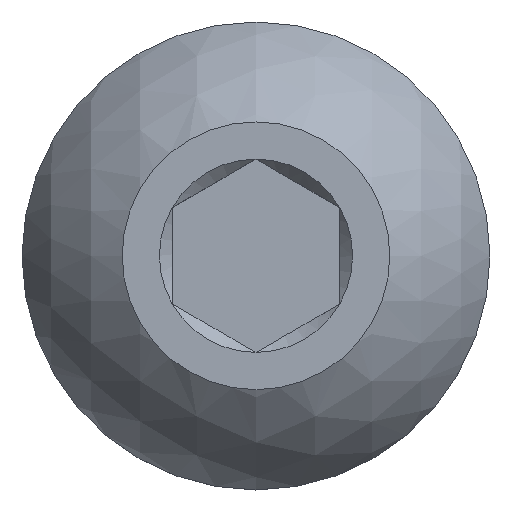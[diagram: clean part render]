
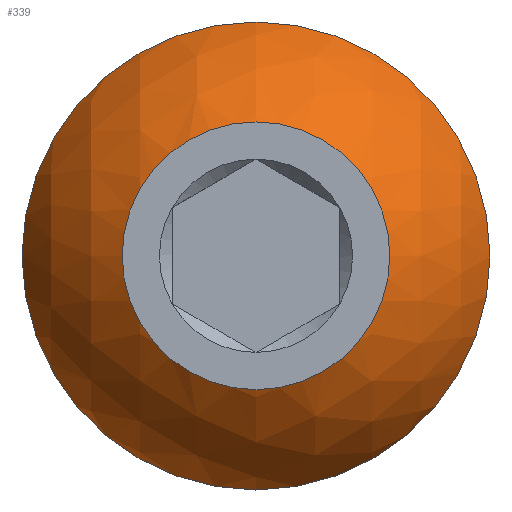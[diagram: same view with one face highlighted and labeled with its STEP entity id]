
A CAD part, top view. The second image highlights one B-rep face of the part: STEP entity #339.
In plain terms, the highlighted spherical face has radius 5.974 mm.
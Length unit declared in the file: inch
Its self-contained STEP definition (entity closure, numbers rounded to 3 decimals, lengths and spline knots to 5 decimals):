
#38=SPHERICAL_SURFACE('',#377,0.23519);
#40=FACE_BOUND('',#97,.T.);
#45=CIRCLE('',#371,0.125);
#51=CIRCLE('',#378,0.2185);
#72=FACE_OUTER_BOUND('',#96,.T.);
#96=EDGE_LOOP('',(#263));
#97=EDGE_LOOP('',(#264));
#156=VERTEX_POINT('',#524);
#157=VERTEX_POINT('',#532);
#195=EDGE_CURVE('',#156,#156,#45,.T.);
#201=EDGE_CURVE('',#157,#157,#51,.T.);
#263=ORIENTED_EDGE('',*,*,#201,.F.);
#264=ORIENTED_EDGE('',*,*,#195,.F.);
#339=ADVANCED_FACE('',(#72,#40),#38,.T.);
#371=AXIS2_PLACEMENT_3D('',#525,#427,#428);
#377=AXIS2_PLACEMENT_3D('',#531,#439,#440);
#378=AXIS2_PLACEMENT_3D('',#533,#441,#442);
#427=DIRECTION('center_axis',(0.,0.,1.));
#428=DIRECTION('ref_axis',(0.,-1.,0.));
#439=DIRECTION('center_axis',(1.,0.,0.));
#440=DIRECTION('ref_axis',(0.,-1.,0.));
#441=DIRECTION('center_axis',(0.,0.,-1.));
#442=DIRECTION('ref_axis',(-1.,0.,0.));
#524=CARTESIAN_POINT('',(-0.125,0.,0.));
#525=CARTESIAN_POINT('Origin',(0.,0.,0.));
#531=CARTESIAN_POINT('Origin',(0.,0.,-0.19923));
#532=CARTESIAN_POINT('',(0.2185,0.,-0.1122));
#533=CARTESIAN_POINT('Origin',(0.,0.,-0.1122));
